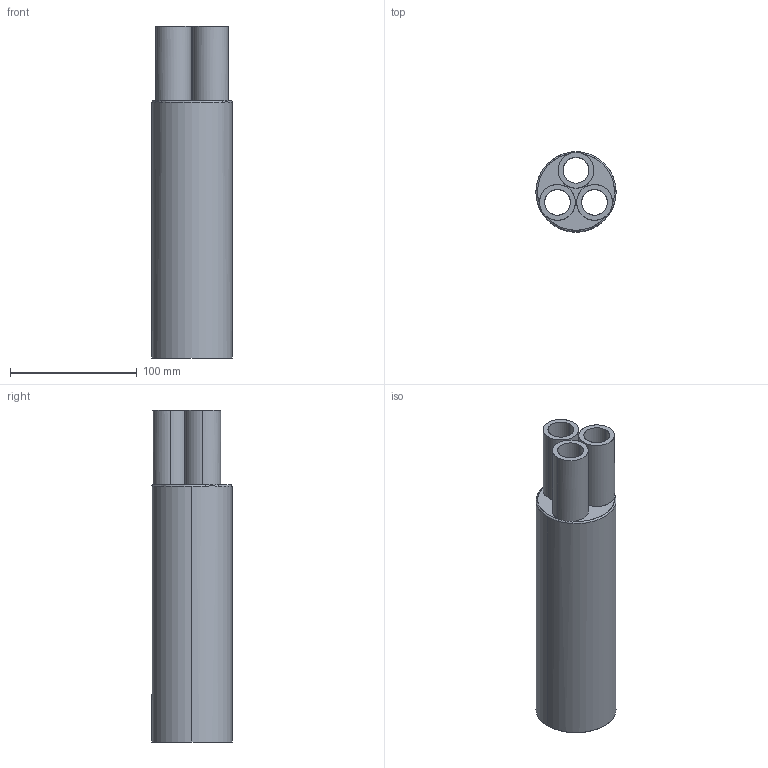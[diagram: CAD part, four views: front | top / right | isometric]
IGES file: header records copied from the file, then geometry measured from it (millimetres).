
Start section: SolidWorks IGES file using analytic representation for surfaces
Global section: file name: NUBB3-6.IGS; native system: SolidWorks 2025; preprocessor: SolidWorks 2025; author: mjones; date: 260413.101318; units: inch
Bounding box: 63.25 x 63.25 x 262 mm (x, y, z)
Surface area: 108810.4 mm2 (no closed solid volume)
Topology: 0 solids, 0 shells, 29 faces, 909 edges, 909 vertices
Faces by surface type: revolution 16, bspline 13
